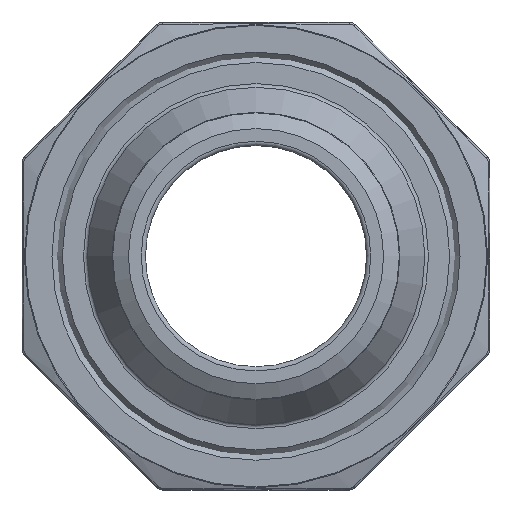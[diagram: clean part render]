
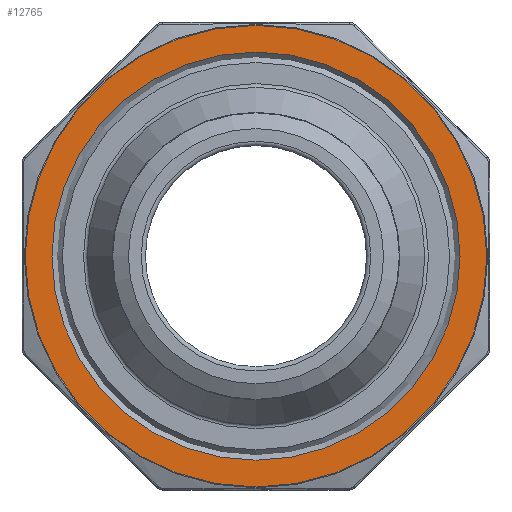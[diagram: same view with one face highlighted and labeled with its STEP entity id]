
A CAD part, left-side view. The second image highlights one B-rep face of the part: STEP entity #12765.
In plain terms, the highlighted planar face has unit normal (-1, 0, 0).
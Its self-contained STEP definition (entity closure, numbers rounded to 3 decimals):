
#721 = CARTESIAN_POINT ( 'NONE',  ( -20., 0., -24. ) ) ;
#1200 = CARTESIAN_POINT ( 'NONE',  ( -20., 37.92, 0. ) ) ;
#1330 = EDGE_CURVE ( 'NONE', #10051, #10051, #13633, .T. ) ;
#2452 = EDGE_LOOP ( 'NONE', ( #5856 ) ) ;
#4048 = CARTESIAN_POINT ( 'NONE',  ( -20., 0., 27.147 ) ) ;
#4080 = CARTESIAN_POINT ( 'NONE',  ( -20., 0., 0. ) ) ;
#4418 = AXIS2_PLACEMENT_3D ( 'NONE', #15411, #4679, #7447 ) ;
#4665 = AXIS2_PLACEMENT_3D ( 'NONE', #1200, #17065, #6471 ) ;
#4679 = DIRECTION ( 'NONE',  ( -1., 0., 0. ) ) ;
#5856 = ORIENTED_EDGE ( 'NONE', *, *, #1330, .T. ) ;
#6135 = ORIENTED_EDGE ( 'NONE', *, *, #6724, .T. ) ;
#6471 = DIRECTION ( 'NONE',  ( 0., 0., 1. ) ) ;
#6724 = EDGE_CURVE ( 'NONE', #14673, #14673, #11996, .T. ) ;
#7447 = DIRECTION ( 'NONE',  ( 0., 0., 1. ) ) ;
#7546 = FACE_BOUND ( 'NONE', #2452, .T. ) ;
#9455 = DIRECTION ( 'NONE',  ( 1., 0., 0. ) ) ;
#10051 = VERTEX_POINT ( 'NONE', #721 ) ;
#10181 = FACE_OUTER_BOUND ( 'NONE', #14177, .T. ) ;
#11996 = CIRCLE ( 'NONE', #4418, 27.147 ) ;
#12626 = PLANE ( 'NONE',  #4665 ) ;
#12765 = ADVANCED_FACE ( 'NONE', ( #10181, #7546 ), #12626, .T. ) ;
#13131 = DIRECTION ( 'NONE',  ( 0., 0., -1. ) ) ;
#13633 = CIRCLE ( 'NONE', #14466, 24. ) ;
#14177 = EDGE_LOOP ( 'NONE', ( #6135 ) ) ;
#14466 = AXIS2_PLACEMENT_3D ( 'NONE', #4080, #9455, #13131 ) ;
#14673 = VERTEX_POINT ( 'NONE', #4048 ) ;
#15411 = CARTESIAN_POINT ( 'NONE',  ( -20., 0., 0. ) ) ;
#17065 = DIRECTION ( 'NONE',  ( -1., 0., 0. ) ) ;
